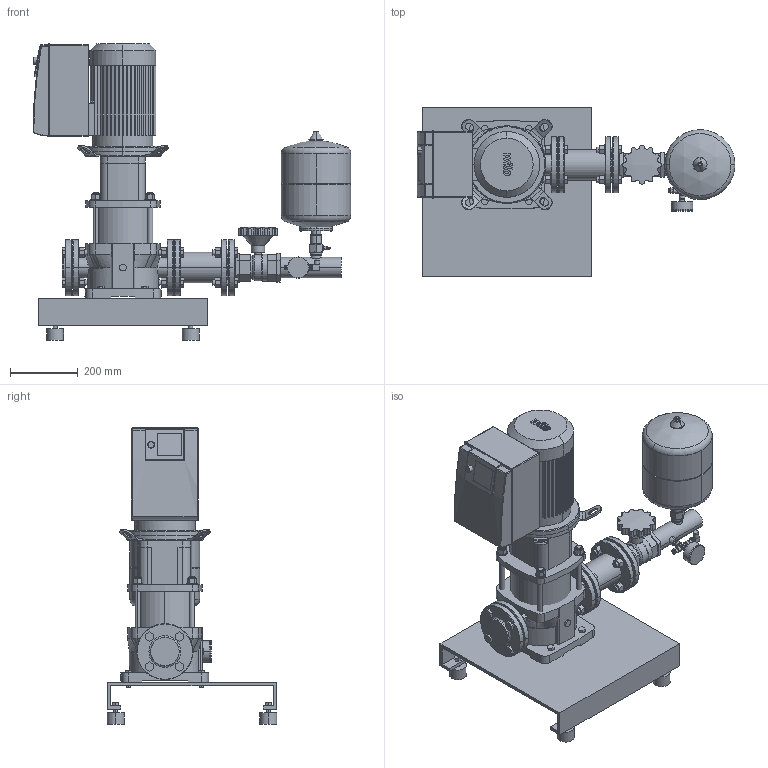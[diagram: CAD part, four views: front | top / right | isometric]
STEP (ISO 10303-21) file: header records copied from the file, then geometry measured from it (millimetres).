
FILE_DESCRIPTION((''),'2;1');
FILE_NAME('3d_SiBoostSmart1HelixVE2202-3-2540873.stp','2015-08-24T10:46:15',(''),(''),'Mechanical Desktop 2009','Mechanical Desktop 2009',', , ');
FILE_SCHEMA(('CONFIG_CONTROL_DESIGN'));
Length unit declared in the file: millimetre
Products named in the file (1): Product
Bounding box: 938 x 500 x 876.2 mm (x, y, z)
Volume: 46261247.8 mm3; surface area: 3273359.6 mm2
Topology: 59 solids, 59 shells, 1600 faces, 3926 edges, 2550 vertices
Faces by surface type: plane 570, cylinder 459, bspline 396, cone 90, torus 72, sphere 13
Entity records: 53345 total; most frequent: CARTESIAN_POINT 15669, ORIENTED_EDGE 7832, DIRECTION 7693, EDGE_CURVE 3916, AXIS2_PLACEMENT_3D 2761, VERTEX_POINT 2550, VECTOR 2171, LINE 2171
